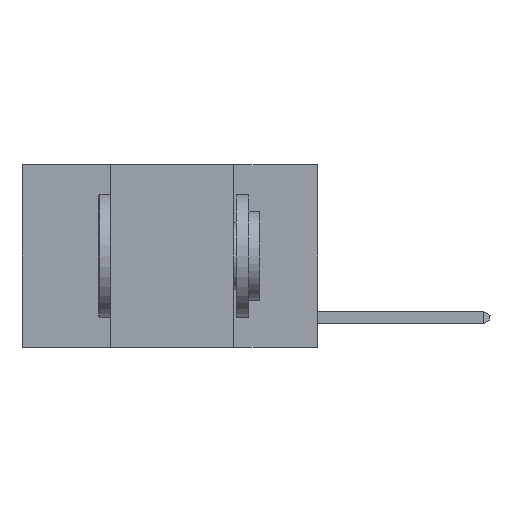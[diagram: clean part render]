
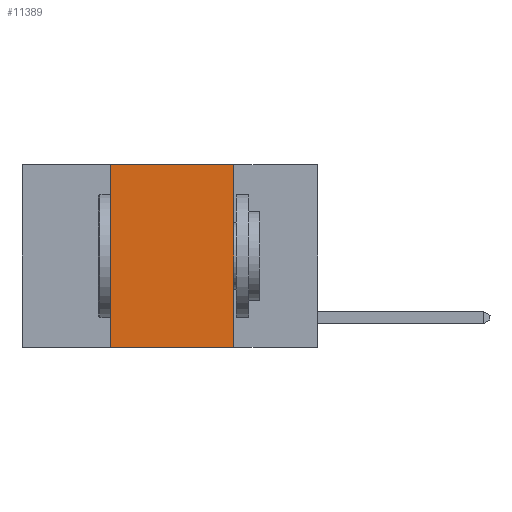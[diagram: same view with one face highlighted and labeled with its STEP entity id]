
A CAD part, left-side view. The second image highlights one B-rep face of the part: STEP entity #11389.
In plain terms, the highlighted planar face has unit normal (-1, 0, 0).
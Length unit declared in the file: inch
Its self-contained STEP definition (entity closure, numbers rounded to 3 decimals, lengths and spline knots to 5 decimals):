
#1637 = VERTEX_POINT ( 'NONE', #3011 ) ;
#2498 = DIRECTION ( 'NONE',  ( 1., 0., 0. ) ) ;
#3011 = CARTESIAN_POINT ( 'NONE',  ( 0., 0.17, 0. ) ) ;
#4038 = LINE ( 'NONE', #6952, #15377 ) ;
#4231 = ORIENTED_EDGE ( 'NONE', *, *, #17361, .F. ) ;
#4374 = VERTEX_POINT ( 'NONE', #7298 ) ;
#4736 = AXIS2_PLACEMENT_3D ( 'NONE', #15699, #2498, #15595 ) ;
#5314 = DIRECTION ( 'NONE',  ( 0., -1., 0. ) ) ;
#6280 = ORIENTED_EDGE ( 'NONE', *, *, #16980, .T. ) ;
#6637 = PLANE ( 'NONE',  #4736 ) ;
#6783 = LINE ( 'NONE', #12682, #8235 ) ;
#6952 = CARTESIAN_POINT ( 'NONE',  ( 0., 0.6, -0.37 ) ) ;
#7298 = CARTESIAN_POINT ( 'NONE',  ( 0., 0.17, -0.37 ) ) ;
#7941 = VERTEX_POINT ( 'NONE', #16537 ) ;
#8113 = EDGE_CURVE ( 'NONE', #7941, #10842, #6783, .T. ) ;
#8235 = VECTOR ( 'NONE', #16635, 39.37008 ) ;
#9681 = CARTESIAN_POINT ( 'NONE',  ( 0., 0.6, 0. ) ) ;
#9843 = LINE ( 'NONE', #12541, #18467 ) ;
#10842 = VERTEX_POINT ( 'NONE', #15727 ) ;
#11213 = DIRECTION ( 'NONE',  ( 0., -1., 0. ) ) ;
#11389 = ADVANCED_FACE ( 'NONE', ( #13973 ), #6637, .F. ) ;
#12178 = EDGE_CURVE ( 'NONE', #10842, #1637, #13928, .T. ) ;
#12541 = CARTESIAN_POINT ( 'NONE',  ( 0., 0.17, 0. ) ) ;
#12682 = CARTESIAN_POINT ( 'NONE',  ( 0., 0.42, 0. ) ) ;
#12791 = VECTOR ( 'NONE', #5314, 39.37008 ) ;
#13928 = LINE ( 'NONE', #9681, #12791 ) ;
#13973 = FACE_OUTER_BOUND ( 'NONE', #15798, .T. ) ;
#15377 = VECTOR ( 'NONE', #11213, 39.37008 ) ;
#15595 = DIRECTION ( 'NONE',  ( 0., 0., -1. ) ) ;
#15606 = DIRECTION ( 'NONE',  ( 0., 0., -1. ) ) ;
#15699 = CARTESIAN_POINT ( 'NONE',  ( 0., 0.6, 0. ) ) ;
#15727 = CARTESIAN_POINT ( 'NONE',  ( 0., 0.42, 0. ) ) ;
#15798 = EDGE_LOOP ( 'NONE', ( #4231, #18373, #16628, #6280 ) ) ;
#16537 = CARTESIAN_POINT ( 'NONE',  ( 0., 0.42, -0.37 ) ) ;
#16628 = ORIENTED_EDGE ( 'NONE', *, *, #8113, .F. ) ;
#16635 = DIRECTION ( 'NONE',  ( 0., 0., 1. ) ) ;
#16980 = EDGE_CURVE ( 'NONE', #7941, #4374, #4038, .T. ) ;
#17361 = EDGE_CURVE ( 'NONE', #1637, #4374, #9843, .T. ) ;
#18373 = ORIENTED_EDGE ( 'NONE', *, *, #12178, .F. ) ;
#18467 = VECTOR ( 'NONE', #15606, 39.37008 ) ;
